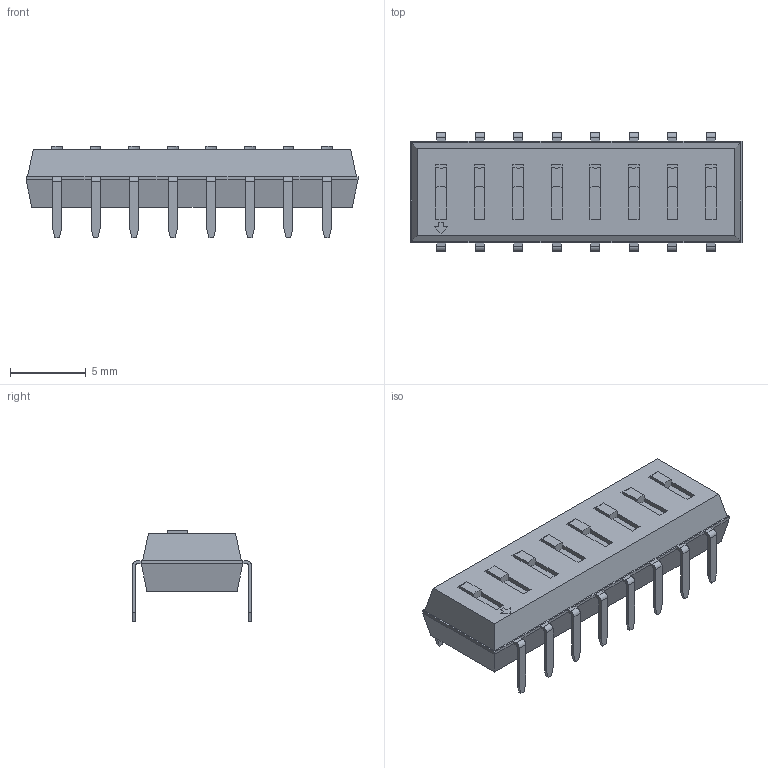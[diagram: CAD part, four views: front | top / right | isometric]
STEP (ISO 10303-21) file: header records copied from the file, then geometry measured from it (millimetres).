
FILE_DESCRIPTION(/* description */ ('model of SW_DIP_SPSTx08_Slide_6.7x21.88mm_W7.62mm_P2.54mm_LowProfile'),/* implementation_level */ '2;1');
FILE_NAME(/* name */ 'SW_DIP_SPSTx08_Slide_6.7x21.88mm_W7.62mm_P2.54mm_LowProfile.step',/* time_stamp */ '2018-12-27T21:42:05',/* author */ ('Terje Io','https://github.com/terjeio'),/* organization */ ('FreeCAD'),/* preprocessor_version */ 'OCC',/* originating_system */ 'kicad StepUp',/* authorisation */ '');
FILE_SCHEMA(('AUTOMOTIVE_DESIGN { 1 0 10303 214 1 1 1 1 }'));
Length unit declared in the file: millimetre
Products named in the file (1): SW_DIP_SPSTx08_Slide_67x2188mm_W762mm_P254mm_LowProfile
Bounding box: 21.88 x 7.82 x 6 mm (x, y, z)
Volume: 513.8 mm3; surface area: 595.7 mm2
Topology: 1 solids, 1 shells, 347 faces, 875 edges, 539 vertices
Faces by surface type: plane 255, cylinder 48, bspline 44
Entity records: 6497 total; most frequent: ORIENTED_EDGE 1335, CARTESIAN_POINT 909, EDGE_CURVE 875, LINE 571, VERTEX_POINT 539, FACE_BOUND 356, EDGE_LOOP 356, AXIS2_PLACEMENT_3D 352
